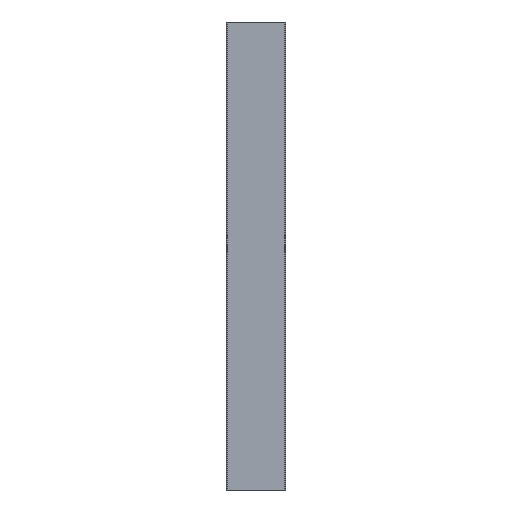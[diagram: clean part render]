
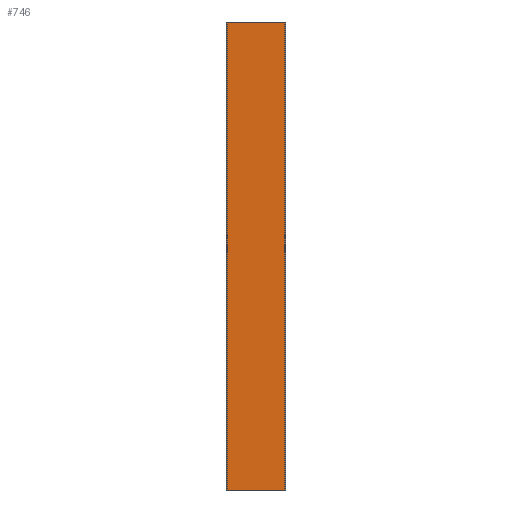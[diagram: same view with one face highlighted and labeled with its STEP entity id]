
A CAD part, front view. The second image highlights one B-rep face of the part: STEP entity #746.
In plain terms, the highlighted face is planar.
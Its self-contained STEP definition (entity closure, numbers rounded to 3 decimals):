
#38=PLANE('',#835);
#76=FACE_OUTER_BOUND('',#114,.T.);
#114=EDGE_LOOP('',(#687,#688,#689,#690));
#122=LINE('',#1094,#194);
#167=LINE('',#1239,#239);
#171=LINE('',#1247,#243);
#173=LINE('',#1251,#245);
#194=VECTOR('',#864,10.);
#239=VECTOR('',#995,10.);
#243=VECTOR('',#1005,10.);
#245=VECTOR('',#1011,10.);
#307=VERTEX_POINT('',#1091);
#308=VERTEX_POINT('',#1093);
#364=VERTEX_POINT('',#1236);
#365=VERTEX_POINT('',#1238);
#380=EDGE_CURVE('',#307,#308,#122,.T.);
#454=EDGE_CURVE('',#364,#365,#167,.T.);
#459=EDGE_CURVE('',#307,#365,#171,.F.);
#461=EDGE_CURVE('',#308,#364,#173,.T.);
#687=ORIENTED_EDGE('',*,*,#380,.F.);
#688=ORIENTED_EDGE('',*,*,#459,.T.);
#689=ORIENTED_EDGE('',*,*,#454,.F.);
#690=ORIENTED_EDGE('',*,*,#461,.F.);
#746=ADVANCED_FACE('',(#76),#38,.T.);
#835=AXIS2_PLACEMENT_3D('',#1282,#1059,#1060);
#864=DIRECTION('',(0.,-1.,0.));
#995=DIRECTION('',(0.,1.,0.));
#1005=DIRECTION('',(0.,0.,-1.));
#1011=DIRECTION('',(0.,0.,1.));
#1059=DIRECTION('center_axis',(1.,0.,0.));
#1060=DIRECTION('ref_axis',(0.,1.,0.));
#1091=CARTESIAN_POINT('',(10.,3.05,-225.));
#1093=CARTESIAN_POINT('',(10.,-3.05,-225.));
#1094=CARTESIAN_POINT('',(10.,3.,-225.));
#1236=CARTESIAN_POINT('',(10.,-3.05,-175.));
#1238=CARTESIAN_POINT('',(10.,3.05,-175.));
#1239=CARTESIAN_POINT('',(10.,3.,-175.));
#1247=CARTESIAN_POINT('',(10.,3.05,-225.));
#1251=CARTESIAN_POINT('',(10.,-3.05,-225.));
#1282=CARTESIAN_POINT('Origin',(10.,-3.,-225.));
